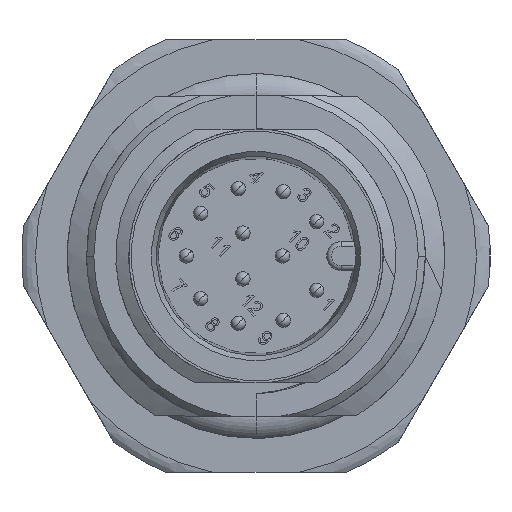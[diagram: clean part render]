
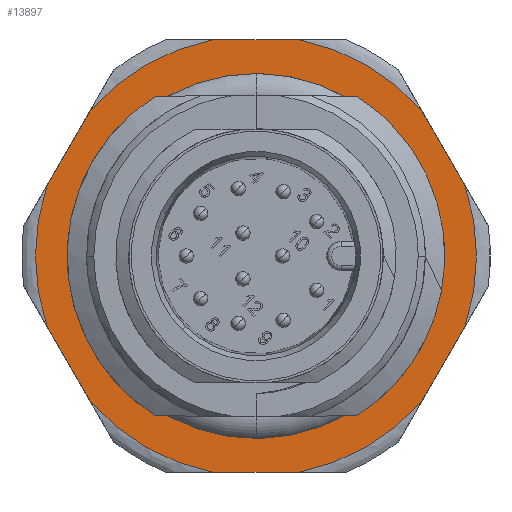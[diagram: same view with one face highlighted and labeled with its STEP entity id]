
A CAD part, front view. The second image highlights one B-rep face of the part: STEP entity #13897.
In plain terms, the highlighted planar face has unit normal (0, -1, 0).
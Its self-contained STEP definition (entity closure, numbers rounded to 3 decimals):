
#2046=DIRECTION('',(1.,0.,0.009));
#2047=VECTOR('',#2046,0.397);
#2048=CARTESIAN_POINT('',(-4.069,-3.7,6.651));
#2049=LINE('',#2048,#2047);
#2065=DIRECTION('',(-1.,0.,0.));
#2066=VECTOR('',#2065,3.618);
#2067=CARTESIAN_POINT('',(1.809,-3.7,9.));
#2068=LINE('',#2067,#2066);
#2069=CARTESIAN_POINT('',(0.,-3.7,0.));
#2070=DIRECTION('',(0.,1.,0.));
#2071=DIRECTION('',(0.197,0.,0.98));
#2072=AXIS2_PLACEMENT_3D('',#2069,#2070,#2071);
#2074=DIRECTION('',(-0.5,0.,0.866));
#2075=VECTOR('',#2074,3.618);
#2076=CARTESIAN_POINT('',(8.699,-3.7,2.933));
#2077=LINE('',#2076,#2075);
#2078=CARTESIAN_POINT('',(0.,-3.7,0.));
#2079=DIRECTION('',(0.,1.,0.));
#2080=DIRECTION('',(0.948,0.,0.32));
#2081=AXIS2_PLACEMENT_3D('',#2078,#2079,#2080);
#2083=DIRECTION('',(0.5,0.,0.866));
#2084=VECTOR('',#2083,3.618);
#2085=CARTESIAN_POINT('',(6.89,-3.7,-6.067));
#2086=LINE('',#2085,#2084);
#2087=DIRECTION('',(1.,0.,0.));
#2088=VECTOR('',#2087,3.618);
#2089=CARTESIAN_POINT('',(-1.809,-3.7,-9.));
#2090=LINE('',#2089,#2088);
#2091=CARTESIAN_POINT('',(0.,-3.7,0.));
#2092=DIRECTION('',(0.,1.,0.));
#2093=DIRECTION('',(-0.197,0.,-0.98));
#2094=AXIS2_PLACEMENT_3D('',#2091,#2092,#2093);
#2096=DIRECTION('',(0.5,0.,-0.866));
#2097=VECTOR('',#2096,3.618);
#2098=CARTESIAN_POINT('',(-8.699,-3.7,-2.933));
#2099=LINE('',#2098,#2097);
#2100=CARTESIAN_POINT('',(0.,-3.7,0.));
#2101=DIRECTION('',(0.,1.,0.));
#2102=DIRECTION('',(-0.948,0.,-0.32));
#2103=AXIS2_PLACEMENT_3D('',#2100,#2101,#2102);
#2105=DIRECTION('',(-0.5,0.,-0.866));
#2106=VECTOR('',#2105,3.618);
#2107=CARTESIAN_POINT('',(-6.89,-3.7,6.067));
#2108=LINE('',#2107,#2106);
#2109=CARTESIAN_POINT('',(0.,-3.7,0.));
#2110=DIRECTION('',(0.,-1.,0.));
#2111=DIRECTION('',(-0.85,0.,-0.527));
#2112=AXIS2_PLACEMENT_3D('',#2109,#2110,#2111);
#2114=CARTESIAN_POINT('',(0.,-3.7,0.));
#2115=DIRECTION('',(0.,-1.,0.));
#2116=DIRECTION('',(1.,0.,0.));
#2117=AXIS2_PLACEMENT_3D('',#2114,#2115,#2116);
#2119=CARTESIAN_POINT('',(0.,-3.7,0.));
#2120=DIRECTION('',(0.,-1.,0.));
#2121=DIRECTION('',(-0.197,0.,0.98));
#2122=AXIS2_PLACEMENT_3D('',#2119,#2120,#2121);
#2129=CARTESIAN_POINT('',(-6.89,-3.7,6.067));
#2155=CARTESIAN_POINT('',(-8.699,-3.7,-2.933));
#2181=CARTESIAN_POINT('',(-1.809,-3.7,-9.));
#2197=CARTESIAN_POINT('',(1.809,-3.7,-9.));
#2212=CARTESIAN_POINT('',(0.,-3.7,0.));
#2213=DIRECTION('',(0.,-1.,0.));
#2214=DIRECTION('',(0.197,0.,-0.98));
#2215=AXIS2_PLACEMENT_3D('',#2212,#2213,#2214);
#2217=CARTESIAN_POINT('',(6.89,-3.7,-6.067));
#2243=CARTESIAN_POINT('',(8.699,-3.7,2.933));
#2269=CARTESIAN_POINT('',(1.809,-3.7,9.));
#2285=CARTESIAN_POINT('',(-1.809,-3.7,9.));
#3055=CARTESIAN_POINT('',(-5.106,-3.7,5.978));
#3056=CARTESIAN_POINT('',(-4.942,-3.7,6.104));
#3057=CARTESIAN_POINT('',(-4.605,-3.7,6.342));
#3058=CARTESIAN_POINT('',(-4.251,-3.7,6.552));
#3059=CARTESIAN_POINT('',(-4.069,-3.7,6.651));
#5984=CARTESIAN_POINT('',(-6.46,-3.7,-4.004));
#5985=CARTESIAN_POINT('',(-6.592,-3.7,-3.814));
#5986=CARTESIAN_POINT('',(-6.839,-3.7,-3.424));
#5987=CARTESIAN_POINT('',(-7.156,-3.7,-2.805));
#5988=CARTESIAN_POINT('',(-7.417,-3.7,-2.154));
#5989=CARTESIAN_POINT('',(-7.617,-3.7,-1.484));
#5990=CARTESIAN_POINT('',(-7.758,-3.7,-0.793));
#5991=CARTESIAN_POINT('',(-7.835,-3.7,-0.09));
#5992=CARTESIAN_POINT('',(-7.844,-3.7,0.38));
#5993=CARTESIAN_POINT('',(-7.838,-3.7,0.617));
#6049=CARTESIAN_POINT('',(-7.838,-3.7,0.617));
#6050=CARTESIAN_POINT('',(-7.817,-3.7,0.873));
#6051=CARTESIAN_POINT('',(-7.752,-3.7,1.382));
#6052=CARTESIAN_POINT('',(-7.579,-3.7,2.136));
#6053=CARTESIAN_POINT('',(-7.334,-3.7,2.868));
#6054=CARTESIAN_POINT('',(-7.018,-3.7,3.571));
#6055=CARTESIAN_POINT('',(-6.633,-3.7,4.243));
#6056=CARTESIAN_POINT('',(-6.188,-3.7,4.871));
#6057=CARTESIAN_POINT('',(-5.678,-3.7,5.456));
#6058=CARTESIAN_POINT('',(-5.303,-3.7,5.81));
#6059=CARTESIAN_POINT('',(-5.106,-3.7,5.978));
#11532=VERTEX_POINT('',#2181);
#11534=VERTEX_POINT('',#2217);
#11536=VERTEX_POINT('',#2243);
#11538=VERTEX_POINT('',#2269);
#11540=VERTEX_POINT('',#2129);
#11542=VERTEX_POINT('',#2155);
#11556=CARTESIAN_POINT('',(6.89,-3.7,6.067));
#11557=VERTEX_POINT('',#11556);
#11558=CARTESIAN_POINT('',(8.699,-3.7,-2.933));
#11559=VERTEX_POINT('',#11558);
#11560=CARTESIAN_POINT('',(-6.89,-3.7,-6.067));
#11561=VERTEX_POINT('',#11560);
#11562=CARTESIAN_POINT('',(-8.699,-3.7,2.933));
#11563=VERTEX_POINT('',#11562);
#11564=VERTEX_POINT('',#2197);
#11565=VERTEX_POINT('',#2285);
#11566=VERTEX_POINT('',#3055);
#11567=VERTEX_POINT('',#3059);
#11573=VERTEX_POINT('',#5984);
#11574=VERTEX_POINT('',#5993);
#11587=CARTESIAN_POINT('',(-3.672,-3.7,6.654));
#11588=VERTEX_POINT('',#11587);
#11601=CARTESIAN_POINT('',(7.6,-3.7,0.));
#11602=VERTEX_POINT('',#11601);
#13853=CARTESIAN_POINT('',(0.,-3.7,0.));
#13854=DIRECTION('',(0.,-1.,0.));
#13855=DIRECTION('',(1.,0.,0.));
#13856=AXIS2_PLACEMENT_3D('',#13853,#13854,#13855);
#13857=PLANE('',#13856);
#13859=ORIENTED_EDGE('',*,*,#13858,.F.);
#13861=ORIENTED_EDGE('',*,*,#13860,.F.);
#13863=ORIENTED_EDGE('',*,*,#13862,.T.);
#13865=ORIENTED_EDGE('',*,*,#13864,.F.);
#13867=ORIENTED_EDGE('',*,*,#13866,.T.);
#13869=ORIENTED_EDGE('',*,*,#13868,.F.);
#13871=ORIENTED_EDGE('',*,*,#13870,.F.);
#13873=ORIENTED_EDGE('',*,*,#13872,.F.);
#13875=ORIENTED_EDGE('',*,*,#13874,.T.);
#13877=ORIENTED_EDGE('',*,*,#13876,.F.);
#13879=ORIENTED_EDGE('',*,*,#13878,.T.);
#13881=ORIENTED_EDGE('',*,*,#13880,.F.);
#13882=EDGE_LOOP('',(#13859,#13861,#13863,#13865,#13867,#13869,#13871,#13873,
#13875,#13877,#13879,#13881));
#13883=FACE_OUTER_BOUND('',#13882,.F.);
#13885=ORIENTED_EDGE('',*,*,#13884,.F.);
#13887=ORIENTED_EDGE('',*,*,#13886,.F.);
#13889=ORIENTED_EDGE('',*,*,#13888,.F.);
#13891=ORIENTED_EDGE('',*,*,#13890,.T.);
#13893=ORIENTED_EDGE('',*,*,#13892,.T.);
#13894=ORIENTED_EDGE('',*,*,#13806,.F.);
#13895=EDGE_LOOP('',(#13885,#13887,#13889,#13891,#13893,#13894));
#13896=FACE_BOUND('',#13895,.F.);
#13897=ADVANCED_FACE('',(#13883,#13896),#13857,.T.);
#2073=CIRCLE('',#2072,9.18);
#2082=CIRCLE('',#2081,9.18);
#2095=CIRCLE('',#2094,9.18);
#2104=CIRCLE('',#2103,9.18);
#2113=CIRCLE('',#2112,7.6);
#2118=CIRCLE('',#2117,7.6);
#2123=CIRCLE('',#2122,9.18);
#2216=CIRCLE('',#2215,9.18);
#3060=B_SPLINE_CURVE_WITH_KNOTS('',3,(#3055,#3056,#3057,#3058,#3059),
.UNSPECIFIED.,.F.,.F.,(4,1,4),(0.,0.5,1.),.UNSPECIFIED.);
#5994=B_SPLINE_CURVE_WITH_KNOTS('',3,(#5984,#5985,#5986,#5987,#5988,#5989,#5990,
#5991,#5992,#5993),.UNSPECIFIED.,.F.,.F.,(4,1,1,1,1,1,1,4),(0.,
0.143,0.286,0.429,0.571,
0.714,0.857,1.),.UNSPECIFIED.);
#6060=B_SPLINE_CURVE_WITH_KNOTS('',3,(#6049,#6050,#6051,#6052,#6053,#6054,#6055,
#6056,#6057,#6058,#6059),.UNSPECIFIED.,.F.,.F.,(4,1,1,1,1,1,1,1,4),(0.,
0.125,0.25,0.375,0.5,0.625,0.75,0.875,1.),.UNSPECIFIED.);
#13806=EDGE_CURVE('',#11567,#11588,#2049,.T.);
#13858=EDGE_CURVE('',#11565,#11540,#2123,.T.);
#13860=EDGE_CURVE('',#11538,#11565,#2068,.T.);
#13862=EDGE_CURVE('',#11538,#11557,#2073,.T.);
#13864=EDGE_CURVE('',#11536,#11557,#2077,.T.);
#13866=EDGE_CURVE('',#11536,#11559,#2082,.T.);
#13868=EDGE_CURVE('',#11534,#11559,#2086,.T.);
#13870=EDGE_CURVE('',#11564,#11534,#2216,.T.);
#13872=EDGE_CURVE('',#11532,#11564,#2090,.T.);
#13874=EDGE_CURVE('',#11532,#11561,#2095,.T.);
#13876=EDGE_CURVE('',#11542,#11561,#2099,.T.);
#13878=EDGE_CURVE('',#11542,#11563,#2104,.T.);
#13880=EDGE_CURVE('',#11540,#11563,#2108,.T.);
#13884=EDGE_CURVE('',#11566,#11567,#3060,.T.);
#13886=EDGE_CURVE('',#11574,#11566,#6060,.T.);
#13888=EDGE_CURVE('',#11573,#11574,#5994,.T.);
#13890=EDGE_CURVE('',#11573,#11602,#2113,.T.);
#13892=EDGE_CURVE('',#11602,#11588,#2118,.T.);
